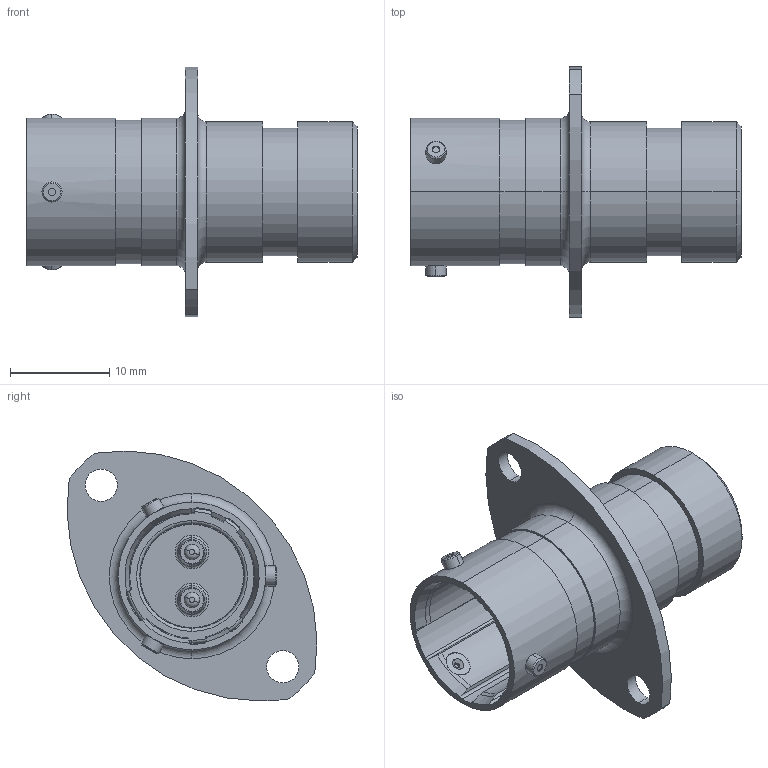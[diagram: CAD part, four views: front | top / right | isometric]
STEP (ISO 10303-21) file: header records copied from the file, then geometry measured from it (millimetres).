
FILE_DESCRIPTION (( 'STEP AP214' ), '1' );
FILE_NAME ('AS010-02PB.STEP', '2020-01-29T12:07:38', ( 'TE Connectivity' ), ( 'TE Connectivity' ), 'SwSTEP 2.0', 'SolidWorks 2016', '' );
FILE_SCHEMA (( 'AUTOMOTIVE_DESIGN' ));
Length unit declared in the file: millimetre
Products named in the file (1): AS010-02PB
Bounding box: 33.31 x 25.2 x 25.21 mm (x, y, z)
Volume: 3587.6 mm3; surface area: 5504.9 mm2
Topology: 13 solids, 13 shells, 316 faces, 690 edges, 413 vertices
Faces by surface type: cylinder 128, torus 62, plane 60, cone 54, sphere 12
Entity records: 12553 total; most frequent: CARTESIAN_POINT 1714, DIRECTION 1709, ORIENTED_EDGE 1368, AXIS2_PLACEMENT_3D 756, EDGE_CURVE 684, CIRCLE 439, VERTEX_POINT 413, EDGE_LOOP 363
